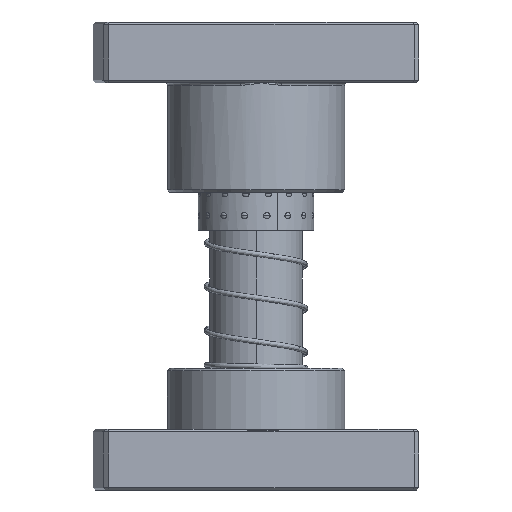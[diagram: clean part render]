
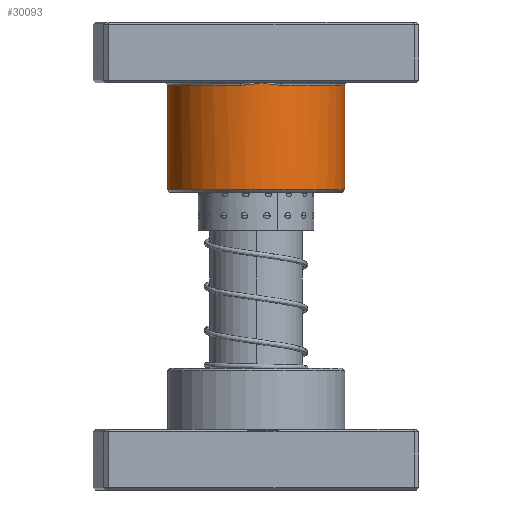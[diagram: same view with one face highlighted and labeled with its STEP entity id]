
A CAD part, left-side view. The second image highlights one B-rep face of the part: STEP entity #30093.
In plain terms, the highlighted cylindrical face has radius 36.5 mm (diameter 73 mm), a partial arc.
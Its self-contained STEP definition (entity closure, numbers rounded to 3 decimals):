
#23 = VERTEX_POINT ( 'NONE', #25628 ) ;
#219 = CARTESIAN_POINT ( 'NONE',  ( -8.373, -35.527, 26. ) ) ;
#285 = VERTEX_POINT ( 'NONE', #35628 ) ;
#331 = CARTESIAN_POINT ( 'NONE',  ( 0.701, -36.495, 25.118 ) ) ;
#1448 = FACE_OUTER_BOUND ( 'NONE', #11146, .T. ) ;
#1702 = CIRCLE ( 'NONE', #16139, 36.5 ) ;
#1723 = DIRECTION ( 'NONE',  ( 1., 0., 0. ) ) ;
#1944 = DIRECTION ( 'NONE',  ( 1., 0., 0. ) ) ;
#2093 = EDGE_CURVE ( 'NONE', #23, #22632, #41347, .T. ) ;
#2214 = ORIENTED_EDGE ( 'NONE', *, *, #42357, .T. ) ;
#3613 = CARTESIAN_POINT ( 'NONE',  ( -5.587, -36.077, 25.837 ) ) ;
#3728 = CARTESIAN_POINT ( 'NONE',  ( 1.75, -36.46, 25.291 ) ) ;
#3820 = ORIENTED_EDGE ( 'NONE', *, *, #31952, .T. ) ;
#7068 = CARTESIAN_POINT ( 'NONE',  ( -2.798, -36.42, 25.47 ) ) ;
#7183 = CARTESIAN_POINT ( 'NONE',  ( 3.495, -36.339, 25.565 ) ) ;
#9191 = CARTESIAN_POINT ( 'NONE',  ( 36.5, 0., 69. ) ) ;
#9429 = VERTEX_POINT ( 'NONE', #9191 ) ;
#9741 = AXIS2_PLACEMENT_3D ( 'NONE', #40729, #20290, #44197 ) ;
#10528 = CARTESIAN_POINT ( 'NONE',  ( 0., -36.5, 25. ) ) ;
#10629 = CARTESIAN_POINT ( 'NONE',  ( 5.587, -36.077, 25.837 ) ) ;
#11146 = EDGE_LOOP ( 'NONE', ( #21697, #3820, #33756, #2214, #32145, #40548, #35162 ) ) ;
#13590 = EDGE_CURVE ( 'NONE', #29609, #285, #30922, .T. ) ;
#13802 = CARTESIAN_POINT ( 'NONE',  ( -6.984, -35.833, 25.96 ) ) ;
#13919 = CARTESIAN_POINT ( 'NONE',  ( 0.349, -36.5, 25.059 ) ) ;
#14050 = EDGE_CURVE ( 'NONE', #9429, #285, #35124, .T. ) ;
#14069 = CARTESIAN_POINT ( 'NONE',  ( 7.68, -35.69, 26. ) ) ;
#14160 = EDGE_CURVE ( 'NONE', #22874, #39270, #17013, .T. ) ;
#15222 = VECTOR ( 'NONE', #33907, 1000. ) ;
#16118 = DIRECTION ( 'NONE',  ( 0., 0., -1. ) ) ;
#16139 = AXIS2_PLACEMENT_3D ( 'NONE', #42880, #22425, #1944 ) ;
#16386 = DIRECTION ( 'NONE',  ( 0., 0., -1. ) ) ;
#17013 = B_SPLINE_CURVE_WITH_KNOTS ( 'NONE', 3,
 ( #219, #41100, #13802, #3613, #27556, #7068, #30970, #10528 ),
 .UNSPECIFIED., .F., .F.,
 ( 4, 2, 2, 4 ),
 ( 0., 0.002, 0.004, 0.009 ),
 .UNSPECIFIED. ) ;
#17125 = AXIS2_PLACEMENT_3D ( 'NONE', #43128, #16118, #19270 ) ;
#17612 = B_SPLINE_CURVE_WITH_KNOTS ( 'NONE', 3,
 ( #37743, #13919, #331, #24205, #3728, #27673, #7183, #31091, #10629, #34479, #14069, #37888 ),
 .UNSPECIFIED., .F., .F.,
 ( 4, 2, 2, 2, 2, 4 ),
 ( 0., 0.001, 0.002, 0.004, 0.006, 0.008 ),
 .UNSPECIFIED. ) ;
#19270 = DIRECTION ( 'NONE',  ( -1., 0., 0. ) ) ;
#20290 = DIRECTION ( 'NONE',  ( 0., 0., 1. ) ) ;
#21041 = CARTESIAN_POINT ( 'NONE',  ( -36.5, 0., 26. ) ) ;
#21697 = ORIENTED_EDGE ( 'NONE', *, *, #14050, .F. ) ;
#21773 = CARTESIAN_POINT ( 'NONE',  ( 0., -36.5, 25. ) ) ;
#22199 = DIRECTION ( 'NONE',  ( 0., 0., -1. ) ) ;
#22425 = DIRECTION ( 'NONE',  ( 0., 0., 1. ) ) ;
#22632 = VERTEX_POINT ( 'NONE', #21041 ) ;
#22874 = VERTEX_POINT ( 'NONE', #29408 ) ;
#23111 = CARTESIAN_POINT ( 'NONE',  ( 36.5, 0., 70. ) ) ;
#24205 = CARTESIAN_POINT ( 'NONE',  ( 1.4, -36.475, 25.234 ) ) ;
#25628 = CARTESIAN_POINT ( 'NONE',  ( -36.5, 0., 69. ) ) ;
#25977 = CARTESIAN_POINT ( 'NONE',  ( 8.373, -35.527, 26. ) ) ;
#26069 = VECTOR ( 'NONE', #16386, 1000. ) ;
#27556 = CARTESIAN_POINT ( 'NONE',  ( -4.89, -36.178, 25.754 ) ) ;
#27649 = CYLINDRICAL_SURFACE ( 'NONE', #17125, 36.5 ) ;
#27673 = CARTESIAN_POINT ( 'NONE',  ( 2.798, -36.399, 25.459 ) ) ;
#29408 = CARTESIAN_POINT ( 'NONE',  ( -8.373, -35.527, 26. ) ) ;
#29609 = VERTEX_POINT ( 'NONE', #25977 ) ;
#29875 = CIRCLE ( 'NONE', #30075, 36.5 ) ;
#30075 = AXIS2_PLACEMENT_3D ( 'NONE', #42638, #22199, #1723 ) ;
#30093 = ADVANCED_FACE ( 'NONE', ( #1448 ), #27649, .T. ) ;
#30922 = CIRCLE ( 'NONE', #9741, 36.5 ) ;
#30970 = CARTESIAN_POINT ( 'NONE',  ( -1.403, -36.5, 25.235 ) ) ;
#31091 = CARTESIAN_POINT ( 'NONE',  ( 4.89, -36.178, 25.754 ) ) ;
#31952 = EDGE_CURVE ( 'NONE', #9429, #23, #29875, .T. ) ;
#32145 = ORIENTED_EDGE ( 'NONE', *, *, #14160, .T. ) ;
#33756 = ORIENTED_EDGE ( 'NONE', *, *, #2093, .T. ) ;
#33907 = DIRECTION ( 'NONE',  ( 0., 0., -1. ) ) ;
#34479 = CARTESIAN_POINT ( 'NONE',  ( 6.984, -35.833, 25.96 ) ) ;
#35124 = LINE ( 'NONE', #23111, #26069 ) ;
#35162 = ORIENTED_EDGE ( 'NONE', *, *, #13590, .T. ) ;
#35628 = CARTESIAN_POINT ( 'NONE',  ( 36.5, 0., 26. ) ) ;
#37743 = CARTESIAN_POINT ( 'NONE',  ( 0., -36.5, 25. ) ) ;
#37781 = CARTESIAN_POINT ( 'NONE',  ( -36.5, 0., 70. ) ) ;
#37888 = CARTESIAN_POINT ( 'NONE',  ( 8.373, -35.527, 26. ) ) ;
#39270 = VERTEX_POINT ( 'NONE', #21773 ) ;
#40548 = ORIENTED_EDGE ( 'NONE', *, *, #42127, .T. ) ;
#40729 = CARTESIAN_POINT ( 'NONE',  ( 0., 0., 26. ) ) ;
#41100 = CARTESIAN_POINT ( 'NONE',  ( -7.68, -35.69, 26. ) ) ;
#41347 = LINE ( 'NONE', #37781, #15222 ) ;
#42127 = EDGE_CURVE ( 'NONE', #39270, #29609, #17612, .T. ) ;
#42357 = EDGE_CURVE ( 'NONE', #22632, #22874, #1702, .T. ) ;
#42638 = CARTESIAN_POINT ( 'NONE',  ( 0., 0., 69. ) ) ;
#42880 = CARTESIAN_POINT ( 'NONE',  ( 0., 0., 26. ) ) ;
#43128 = CARTESIAN_POINT ( 'NONE',  ( 0., 0., 70. ) ) ;
#44197 = DIRECTION ( 'NONE',  ( 1., 0., 0. ) ) ;
